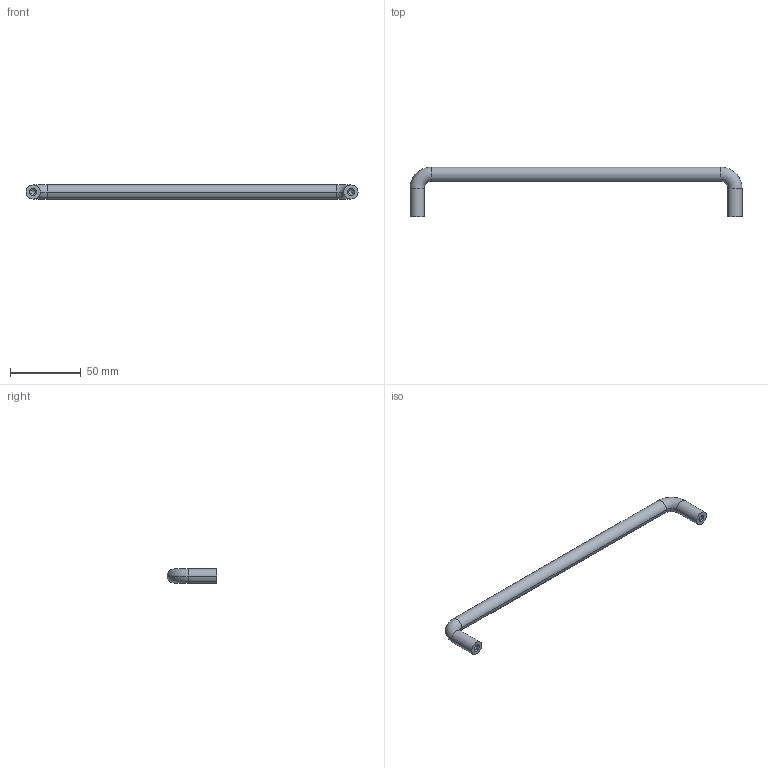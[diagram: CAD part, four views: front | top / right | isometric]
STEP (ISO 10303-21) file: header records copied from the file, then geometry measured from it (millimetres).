
FILE_DESCRIPTION(('Creo Elements/Direct Modeling STEP Export'),'2;1');
FILE_NAME('901-234.stp','2017-08-30T 7:52:07',(''),(''),'Creo Elements/Direct Modeling STEP processor for AP214 (Solid Model)','Creo Elements/Direct Modeling 20.0 12-Nov-2016 (C) Parametric Technology GmbH','');
FILE_SCHEMA(('AUTOMOTIVE_DESIGN { 1 0 10303 214 1 1 1 1 }'));
Length unit declared in the file: millimetre
Products named in the file (1): 901-234
Bounding box: 234 x 35 x 10 mm (x, y, z)
Volume: 21446.7 mm3; surface area: 9010.7 mm2
Topology: 1 solids, 1 shells, 30 faces, 66 edges, 38 vertices
Faces by surface type: cylinder 14, cone 8, plane 4, torus 4
Entity records: 760 total; most frequent: DIRECTION 124, ORIENTED_EDGE 124, CARTESIAN_POINT 111, EDGE_CURVE 62, AXIS2_PLACEMENT_3D 51, VERTEX_POINT 38, EDGE_LOOP 34, FACE_OUTER_BOUND 30
